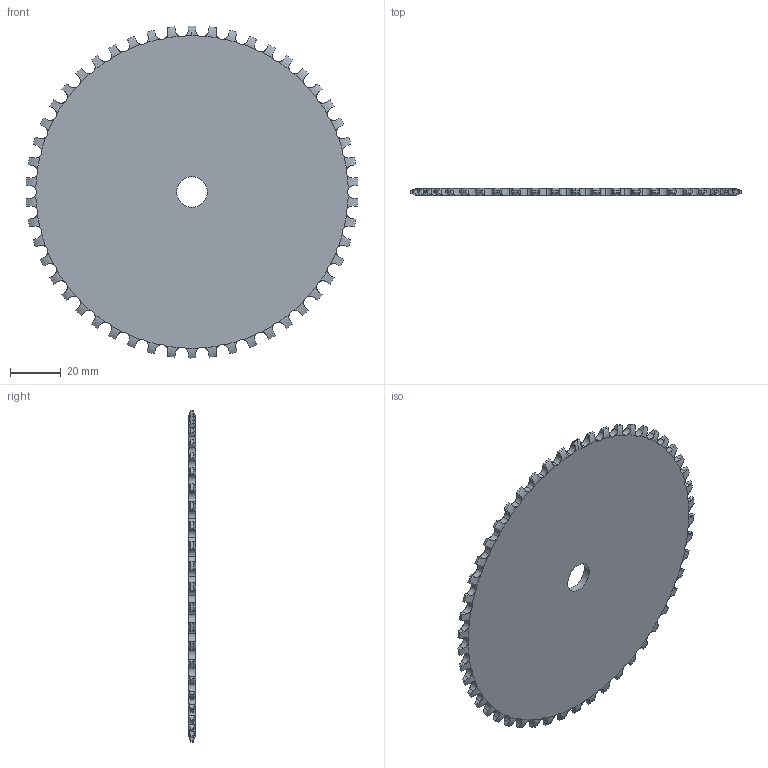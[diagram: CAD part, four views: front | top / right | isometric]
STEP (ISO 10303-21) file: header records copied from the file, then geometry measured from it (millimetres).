
FILE_DESCRIPTION(('FreeCAD Model'),'2;1');
FILE_NAME('Open CASCADE Shape Model','2022-01-16T09:56:22',('FreeCAD'),( 'FreeCAD'),'Open CASCADE STEP processor 7.4','FreeCAD','Unknown');
FILE_SCHEMA(('AUTOMOTIVE_DESIGN { 1 0 10303 214 1 1 1 1 }'));
Products named in the file (1): Open CASCADE STEP translator 7.4 43
Bounding box: 130.59 x 2.8 x 130.7 mm (x, y, z)
Volume: 34325.6 mm3; surface area: 26353.2 mm2
Topology: 1 solids, 1 shells, 455 faces, 1359 edges, 906 vertices
Faces by surface type: cylinder 251, plane 102, revolution 102
Full cylindrical faces by diameter (mm): 12 x1
Entity records: 47129 total; most frequent: CARTESIAN_POINT 22059, DIRECTION 4146, ORIENTED_EDGE 2718, PCURVE 2718, DEFINITIONAL_REPRESENTATION 2718, LINE 2165, VECTOR 2165, EDGE_CURVE 1359
